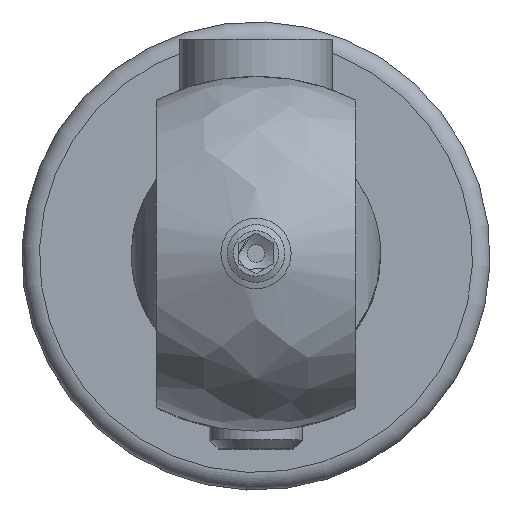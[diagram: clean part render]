
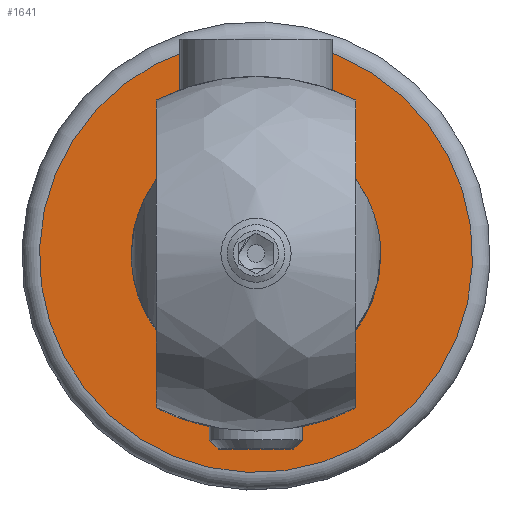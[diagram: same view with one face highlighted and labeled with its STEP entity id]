
A CAD part, top view. The second image highlights one B-rep face of the part: STEP entity #1641.
In plain terms, the highlighted planar face has unit normal (0, 0, 1).
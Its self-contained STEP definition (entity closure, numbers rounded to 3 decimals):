
#114=PLANE('',#1982);
#204=CIRCLE('',#1974,18.5);
#208=CIRCLE('',#1978,18.5);
#211=CIRCLE('',#1983,4.5);
#430=FACE_BOUND('',#642,.T.);
#531=FACE_OUTER_BOUND('',#641,.T.);
#641=EDGE_LOOP('',(#1399,#1400));
#642=EDGE_LOOP('',(#1401));
#785=VERTEX_POINT('',#3342);
#786=VERTEX_POINT('',#3343);
#791=VERTEX_POINT('',#3358);
#996=EDGE_CURVE('',#785,#786,#204,.T.);
#1000=EDGE_CURVE('',#786,#785,#208,.T.);
#1004=EDGE_CURVE('',#791,#791,#211,.T.);
#1399=ORIENTED_EDGE('',*,*,#996,.F.);
#1400=ORIENTED_EDGE('',*,*,#1000,.F.);
#1401=ORIENTED_EDGE('',*,*,#1004,.T.);
#1641=ADVANCED_FACE('',(#531,#430),#114,.T.);
#1974=AXIS2_PLACEMENT_3D('',#3344,#2365,#2366);
#1978=AXIS2_PLACEMENT_3D('',#3350,#2373,#2374);
#1982=AXIS2_PLACEMENT_3D('',#3357,#2382,#2383);
#1983=AXIS2_PLACEMENT_3D('',#3359,#2384,#2385);
#2365=DIRECTION('center_axis',(0.,0.,-1.));
#2366=DIRECTION('ref_axis',(-1.,0.,0.));
#2373=DIRECTION('center_axis',(0.,0.,-1.));
#2374=DIRECTION('ref_axis',(-1.,0.,0.));
#2382=DIRECTION('center_axis',(0.,0.,1.));
#2383=DIRECTION('ref_axis',(1.,0.,0.));
#2384=DIRECTION('center_axis',(0.,0.,-1.));
#2385=DIRECTION('ref_axis',(-1.,0.,0.));
#3342=CARTESIAN_POINT('',(18.5,0.,4.));
#3343=CARTESIAN_POINT('',(-18.5,0.,4.));
#3344=CARTESIAN_POINT('Origin',(0.,0.,4.));
#3350=CARTESIAN_POINT('Origin',(0.,0.,4.));
#3357=CARTESIAN_POINT('Origin',(0.,0.,4.));
#3358=CARTESIAN_POINT('',(4.5,0.,4.));
#3359=CARTESIAN_POINT('Origin',(0.,0.,4.));
